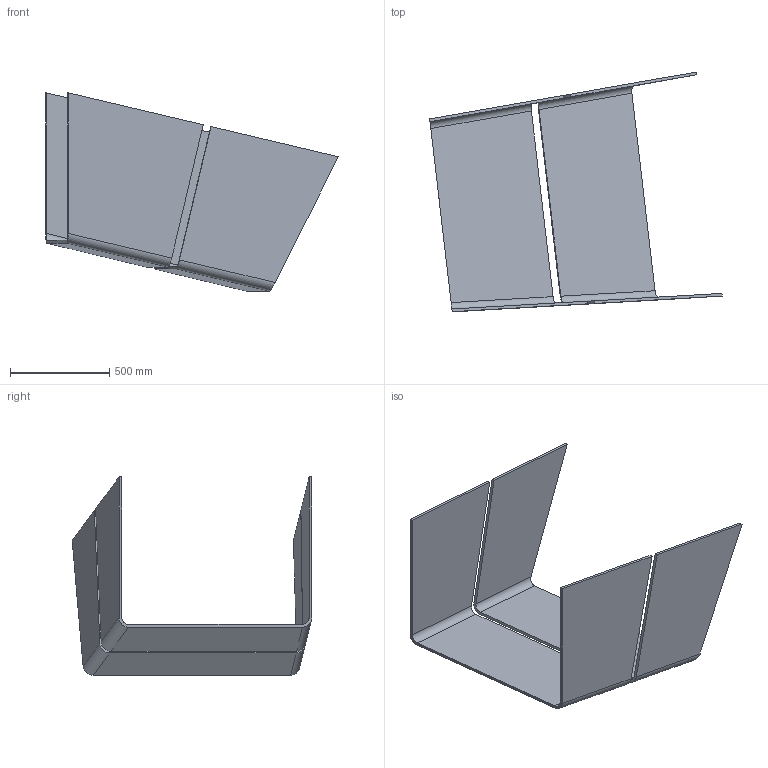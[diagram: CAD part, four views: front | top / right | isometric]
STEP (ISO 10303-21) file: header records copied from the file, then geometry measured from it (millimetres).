
FILE_DESCRIPTION(('FreeCAD Model'),'2;1');
FILE_NAME( 'detailed_HCLL/step/first_wall_homogenised_sample_envelope_2.step', '2018-05-01T08:42:12',('FreeCAD'),('FreeCAD'), 'Open CASCADE STEP processor 7.2','FreeCAD','Unknown');
FILE_SCHEMA(('AUTOMOTIVE_DESIGN_CC2 { 1 2 10303 214 -1 1 5 4 }'));
Length unit declared in the file: millimetre
Products named in the file (3): Open CASCADE STEP translator 7.2 17; Open CASCADE STEP translator 7.2 17.1; Open CASCADE STEP translator 7.2 17.2
Assembly tree (2 placements, depth 2):
  Open CASCADE STEP translator 7.2 17
    Open CASCADE STEP translator 7.2 17.1
    Open CASCADE STEP translator 7.2 17.2
Bounding box: 1476.27 x 1209.36 x 1000.51 mm (x, y, z)
Volume: 36705924.1 mm3; surface area: 5655842.1 mm2
Topology: 2 solids, 2 shells, 28 faces, 72 edges, 48 vertices
Faces by surface type: plane 20, cylinder 8
Entity records: 1867 total; most frequent: CARTESIAN_POINT 506, DIRECTION 206, ORIENTED_EDGE 144, PCURVE 144, DEFINITIONAL_REPRESENTATION 144, LINE 96, VECTOR 96, B_SPLINE_CURVE_WITH_KNOTS 88
